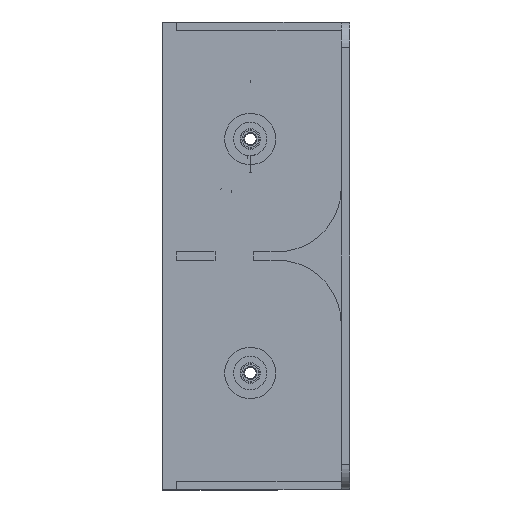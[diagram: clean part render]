
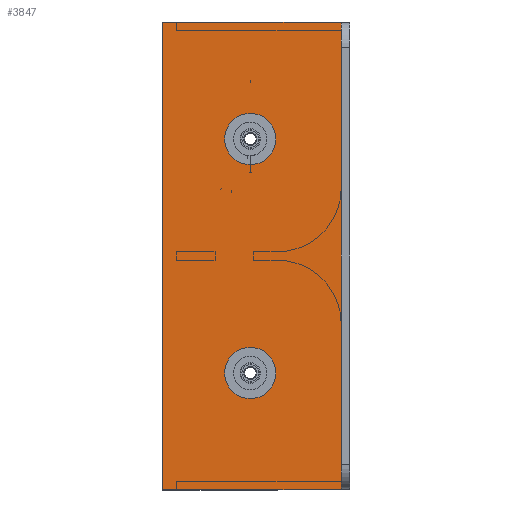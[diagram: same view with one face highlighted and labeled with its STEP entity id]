
A CAD part, left-side view. The second image highlights one B-rep face of the part: STEP entity #3847.
In plain terms, the highlighted planar face has unit normal (-1, 0, 0).
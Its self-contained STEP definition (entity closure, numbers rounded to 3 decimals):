
#1624 = ORIENTED_EDGE ( 'NONE', *, *, #6771, .T. ) ;
#1742 = ORIENTED_EDGE ( 'NONE', *, *, #13910, .F. ) ;
#1804 = CARTESIAN_POINT ( 'NONE',  ( -95.645, 29.21, -36.5 ) ) ;
#2005 = LINE ( 'NONE', #1804, #17995 ) ;
#2586 = VECTOR ( 'NONE', #4295, 1000. ) ;
#2698 = EDGE_LOOP ( 'NONE', ( #14011, #15172 ) ) ;
#2774 = EDGE_LOOP ( 'NONE', ( #1624, #8351 ) ) ;
#3189 = CARTESIAN_POINT ( 'NONE',  ( -95.645, 29.21, 36.5 ) ) ;
#3356 = PLANE ( 'NONE',  #11550 ) ;
#3704 = DIRECTION ( 'NONE',  ( 0., 0., -1. ) ) ;
#3847 = ADVANCED_FACE ( 'NONE', ( #13010, #8883, #8651 ), #3356, .F. ) ;
#3852 = VERTEX_POINT ( 'NONE', #6480 ) ;
#4005 = VERTEX_POINT ( 'NONE', #16154 ) ;
#4295 = DIRECTION ( 'NONE',  ( 0., 0., 1. ) ) ;
#5207 = CARTESIAN_POINT ( 'NONE',  ( -95.645, 15.5, -14.25 ) ) ;
#5320 = CARTESIAN_POINT ( 'NONE',  ( -95.645, 1.3, 36.5 ) ) ;
#5679 = ORIENTED_EDGE ( 'NONE', *, *, #12883, .F. ) ;
#5847 = CARTESIAN_POINT ( 'NONE',  ( -95.645, 15.5, 14.25 ) ) ;
#6189 = DIRECTION ( 'NONE',  ( 0., 0., -1. ) ) ;
#6480 = CARTESIAN_POINT ( 'NONE',  ( -95.645, 1.3, -36.5 ) ) ;
#6499 = LINE ( 'NONE', #3189, #19544 ) ;
#6771 = EDGE_CURVE ( 'NONE', #10186, #16082, #14452, .T. ) ;
#6885 = DIRECTION ( 'NONE',  ( 0., 0., -1. ) ) ;
#7676 = LINE ( 'NONE', #13230, #2586 ) ;
#7690 = VERTEX_POINT ( 'NONE', #5207 ) ;
#7745 = EDGE_CURVE ( 'NONE', #4005, #7690, #15616, .T. ) ;
#8279 = AXIS2_PLACEMENT_3D ( 'NONE', #14392, #8440, #6885 ) ;
#8351 = ORIENTED_EDGE ( 'NONE', *, *, #18313, .T. ) ;
#8379 = CARTESIAN_POINT ( 'NONE',  ( -95.645, 15.5, -18.25 ) ) ;
#8440 = DIRECTION ( 'NONE',  ( 1., 0., 0. ) ) ;
#8526 = EDGE_CURVE ( 'NONE', #7690, #4005, #8797, .T. ) ;
#8651 = FACE_OUTER_BOUND ( 'NONE', #15942, .T. ) ;
#8797 = CIRCLE ( 'NONE', #19906, 4. ) ;
#8883 = FACE_BOUND ( 'NONE', #2698, .T. ) ;
#9003 = CIRCLE ( 'NONE', #8279, 4. ) ;
#9462 = DIRECTION ( 'NONE',  ( 0., 0., -1. ) ) ;
#9839 = CARTESIAN_POINT ( 'NONE',  ( -95.645, 29.21, 36.5 ) ) ;
#10127 = EDGE_CURVE ( 'NONE', #16001, #3852, #2005, .T. ) ;
#10186 = VERTEX_POINT ( 'NONE', #11065 ) ;
#10237 = LINE ( 'NONE', #14755, #17036 ) ;
#11065 = CARTESIAN_POINT ( 'NONE',  ( -95.645, 15.5, 22.25 ) ) ;
#11550 = AXIS2_PLACEMENT_3D ( 'NONE', #17457, #17175, #14187 ) ;
#12390 = CARTESIAN_POINT ( 'NONE',  ( -95.645, 15.5, -18.25 ) ) ;
#12413 = VERTEX_POINT ( 'NONE', #5320 ) ;
#12883 = EDGE_CURVE ( 'NONE', #15780, #12413, #6499, .T. ) ;
#13010 = FACE_BOUND ( 'NONE', #2774, .T. ) ;
#13230 = CARTESIAN_POINT ( 'NONE',  ( -95.645, 29.21, 0. ) ) ;
#13623 = CARTESIAN_POINT ( 'NONE',  ( -95.645, 29.21, -36.5 ) ) ;
#13910 = EDGE_CURVE ( 'NONE', #16001, #15780, #7676, .T. ) ;
#14011 = ORIENTED_EDGE ( 'NONE', *, *, #8526, .T. ) ;
#14017 = DIRECTION ( 'NONE',  ( 0., -1., 0. ) ) ;
#14187 = DIRECTION ( 'NONE',  ( 0., 0., -1. ) ) ;
#14392 = CARTESIAN_POINT ( 'NONE',  ( -95.645, 15.5, 18.25 ) ) ;
#14452 = CIRCLE ( 'NONE', #19758, 4. ) ;
#14530 = DIRECTION ( 'NONE',  ( 1., 0., 0. ) ) ;
#14755 = CARTESIAN_POINT ( 'NONE',  ( -95.645, 1.3, 0. ) ) ;
#15172 = ORIENTED_EDGE ( 'NONE', *, *, #7745, .T. ) ;
#15383 = DIRECTION ( 'NONE',  ( 1., 0., 0. ) ) ;
#15616 = CIRCLE ( 'NONE', #16926, 4. ) ;
#15677 = DIRECTION ( 'NONE',  ( 0., -1., 0. ) ) ;
#15780 = VERTEX_POINT ( 'NONE', #9839 ) ;
#15942 = EDGE_LOOP ( 'NONE', ( #19357, #16872, #5679, #1742 ) ) ;
#16001 = VERTEX_POINT ( 'NONE', #13623 ) ;
#16082 = VERTEX_POINT ( 'NONE', #5847 ) ;
#16154 = CARTESIAN_POINT ( 'NONE',  ( -95.645, 15.5, -22.25 ) ) ;
#16872 = ORIENTED_EDGE ( 'NONE', *, *, #17431, .T. ) ;
#16926 = AXIS2_PLACEMENT_3D ( 'NONE', #8379, #14530, #3704 ) ;
#17036 = VECTOR ( 'NONE', #17949, 1000. ) ;
#17175 = DIRECTION ( 'NONE',  ( 1., 0., 0. ) ) ;
#17338 = DIRECTION ( 'NONE',  ( 1., 0., 0. ) ) ;
#17431 = EDGE_CURVE ( 'NONE', #3852, #12413, #10237, .T. ) ;
#17457 = CARTESIAN_POINT ( 'NONE',  ( -95.645, 29.21, 0. ) ) ;
#17949 = DIRECTION ( 'NONE',  ( 0., 0., 1. ) ) ;
#17995 = VECTOR ( 'NONE', #15677, 1000. ) ;
#18313 = EDGE_CURVE ( 'NONE', #16082, #10186, #9003, .T. ) ;
#18926 = CARTESIAN_POINT ( 'NONE',  ( -95.645, 15.5, 18.25 ) ) ;
#19357 = ORIENTED_EDGE ( 'NONE', *, *, #10127, .T. ) ;
#19544 = VECTOR ( 'NONE', #14017, 1000. ) ;
#19758 = AXIS2_PLACEMENT_3D ( 'NONE', #18926, #17338, #9462 ) ;
#19906 = AXIS2_PLACEMENT_3D ( 'NONE', #12390, #15383, #6189 ) ;
